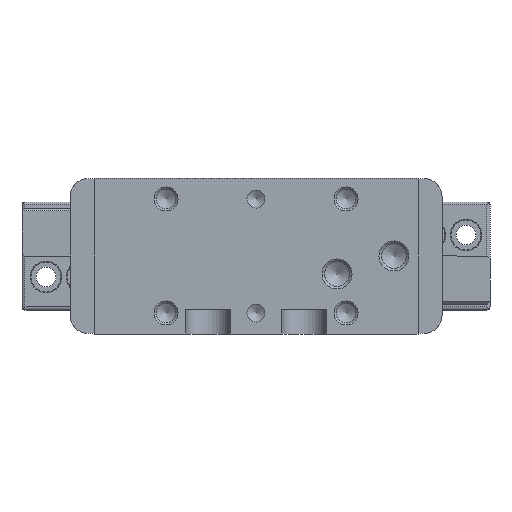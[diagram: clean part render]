
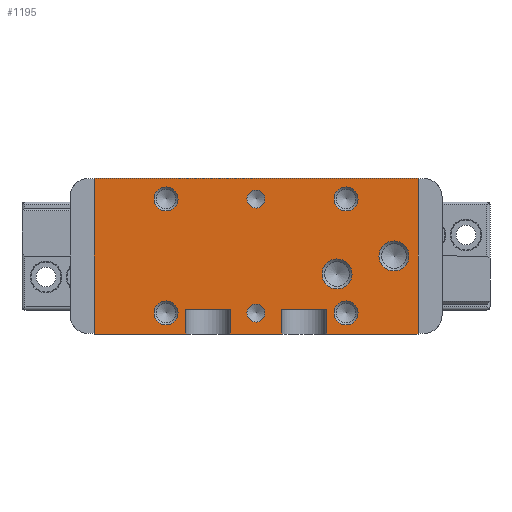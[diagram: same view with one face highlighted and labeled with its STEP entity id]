
A CAD part, front view. The second image highlights one B-rep face of the part: STEP entity #1195.
In plain terms, the highlighted planar face has unit normal (0, -1, 0).
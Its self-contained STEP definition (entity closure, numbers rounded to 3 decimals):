
#1195 = ADVANCED_FACE( '', ( #2428, #2429, #2430, #2431, #2432, #2433, #2434, #2435, #2436 ), #2437, .F. );
#2428 = FACE_BOUND( '', #3713, .T. );
#2429 = FACE_BOUND( '', #3714, .T. );
#2430 = FACE_BOUND( '', #3715, .T. );
#2431 = FACE_BOUND( '', #3716, .T. );
#2432 = FACE_BOUND( '', #3717, .T. );
#2433 = FACE_BOUND( '', #3718, .T. );
#2434 = FACE_BOUND( '', #3719, .T. );
#2435 = FACE_BOUND( '', #3720, .T. );
#2436 = FACE_OUTER_BOUND( '', #3721, .T. );
#2437 = PLANE( '', #3722 );
#3713 = EDGE_LOOP( '', ( #6699 ) );
#3714 = EDGE_LOOP( '', ( #6700 ) );
#3715 = EDGE_LOOP( '', ( #6701 ) );
#3716 = EDGE_LOOP( '', ( #6702 ) );
#3717 = EDGE_LOOP( '', ( #6703 ) );
#3718 = EDGE_LOOP( '', ( #6704 ) );
#3719 = EDGE_LOOP( '', ( #6705 ) );
#3720 = EDGE_LOOP( '', ( #6706 ) );
#3721 = EDGE_LOOP( '', ( #6707, #6708, #6709, #6710, #6711, #6712, #6713, #6714, #6715, #6716, #6717, #6718 ) );
#3722 = AXIS2_PLACEMENT_3D( '', #6719, #6720, #6721 );
#6699 = ORIENTED_EDGE( '', *, *, #8142, .F. );
#6700 = ORIENTED_EDGE( '', *, *, #8245, .F. );
#6701 = ORIENTED_EDGE( '', *, *, #8601, .F. );
#6702 = ORIENTED_EDGE( '', *, *, #7556, .F. );
#6703 = ORIENTED_EDGE( '', *, *, #8602, .F. );
#6704 = ORIENTED_EDGE( '', *, *, #8027, .F. );
#6705 = ORIENTED_EDGE( '', *, *, #7517, .F. );
#6706 = ORIENTED_EDGE( '', *, *, #7746, .F. );
#6707 = ORIENTED_EDGE( '', *, *, #8226, .F. );
#6708 = ORIENTED_EDGE( '', *, *, #7758, .T. );
#6709 = ORIENTED_EDGE( '', *, *, #7874, .T. );
#6710 = ORIENTED_EDGE( '', *, *, #8082, .T. );
#6711 = ORIENTED_EDGE( '', *, *, #8581, .F. );
#6712 = ORIENTED_EDGE( '', *, *, #8537, .F. );
#6713 = ORIENTED_EDGE( '', *, *, #7881, .T. );
#6714 = ORIENTED_EDGE( '', *, *, #8585, .F. );
#6715 = ORIENTED_EDGE( '', *, *, #7603, .F. );
#6716 = ORIENTED_EDGE( '', *, *, #8485, .T. );
#6717 = ORIENTED_EDGE( '', *, *, #7877, .T. );
#6718 = ORIENTED_EDGE( '', *, *, #8571, .F. );
#6719 = CARTESIAN_POINT( '', ( 27., 0., 13. ) );
#6720 = DIRECTION( '', ( 0., 1., 0. ) );
#6721 = DIRECTION( '', ( 0., 0., 1. ) );
#7517 = EDGE_CURVE( '', #8929, #8929, #8930, .T. );
#7556 = EDGE_CURVE( '', #8996, #8996, #8997, .T. );
#7603 = EDGE_CURVE( '', #9078, #9080, #9081, .T. );
#7746 = EDGE_CURVE( '', #9323, #9323, #9324, .T. );
#7758 = EDGE_CURVE( '', #9343, #9341, #9344, .T. );
#7874 = EDGE_CURVE( '', #9341, #9528, #9529, .T. );
#7877 = EDGE_CURVE( '', #9534, #9532, #9535, .T. );
#7881 = EDGE_CURVE( '', #9542, #9540, #9543, .T. );
#8027 = EDGE_CURVE( '', #9761, #9761, #9762, .T. );
#8082 = EDGE_CURVE( '', #9528, #9849, #9851, .T. );
#8142 = EDGE_CURVE( '', #9939, #9939, #9940, .T. );
#8226 = EDGE_CURVE( '', #9343, #10059, #10060, .T. );
#8245 = EDGE_CURVE( '', #10082, #10082, #10083, .T. );
#8485 = EDGE_CURVE( '', #9078, #9534, #10400, .T. );
#8537 = EDGE_CURVE( '', #9542, #10460, #10461, .T. );
#8571 = EDGE_CURVE( '', #10059, #9532, #10502, .T. );
#8581 = EDGE_CURVE( '', #10460, #9849, #10514, .T. );
#8585 = EDGE_CURVE( '', #9080, #9540, #10519, .T. );
#8601 = EDGE_CURVE( '', #10537, #10537, #10538, .T. );
#8602 = EDGE_CURVE( '', #10539, #10539, #10540, .T. );
#8929 = VERTEX_POINT( '', #10953 );
#8930 = CIRCLE( '', #10954, 1.5 );
#8996 = VERTEX_POINT( '', #11042 );
#8997 = CIRCLE( '', #11043, 2. );
#9078 = VERTEX_POINT( '', #11152 );
#9080 = VERTEX_POINT( '', #11155 );
#9081 = LINE( '', #11156, #11157 );
#9323 = VERTEX_POINT( '', #11490 );
#9324 = CIRCLE( '', #11491, 1.5 );
#9341 = VERTEX_POINT( '', #11515 );
#9343 = VERTEX_POINT( '', #11518 );
#9344 = LINE( '', #11519, #11520 );
#9528 = VERTEX_POINT( '', #11778 );
#9529 = LINE( '', #11779, #11780 );
#9532 = VERTEX_POINT( '', #11783 );
#9534 = VERTEX_POINT( '', #11786 );
#9535 = LINE( '', #11787, #11788 );
#9540 = VERTEX_POINT( '', #11794 );
#9542 = VERTEX_POINT( '', #11797 );
#9543 = LINE( '', #11798, #11799 );
#9761 = VERTEX_POINT( '', #12117 );
#9762 = CIRCLE( '', #12118, 2. );
#9849 = VERTEX_POINT( '', #12241 );
#9851 = LINE( '', #12244, #12245 );
#9939 = VERTEX_POINT( '', #12367 );
#9940 = CIRCLE( '', #12368, 2.5 );
#10059 = VERTEX_POINT( '', #12524 );
#10060 = LINE( '', #12525, #12526 );
#10082 = VERTEX_POINT( '', #12555 );
#10083 = CIRCLE( '', #12556, 2.5 );
#10400 = LINE( '', #12993, #12994 );
#10460 = VERTEX_POINT( '', #13082 );
#10461 = LINE( '', #13083, #13084 );
#10502 = LINE( '', #13145, #13146 );
#10514 = LINE( '', #13159, #13160 );
#10519 = LINE( '', #13165, #13166 );
#10537 = VERTEX_POINT( '', #13188 );
#10538 = CIRCLE( '', #13189, 2. );
#10539 = VERTEX_POINT( '', #13190 );
#10540 = CIRCLE( '', #13191, 2. );
#10953 = CARTESIAN_POINT( '', ( 0., 0., -11. ) );
#10954 = AXIS2_PLACEMENT_3D( '', #13479, #13480, #13481 );
#11042 = CARTESIAN_POINT( '', ( -15., 0., -11.5 ) );
#11043 = AXIS2_PLACEMENT_3D( '', #13525, #13526, #13527 );
#11152 = CARTESIAN_POINT( '', ( 4.25, 0., 8.9 ) );
#11155 = CARTESIAN_POINT( '', ( 11.75, 0., 8.9 ) );
#11156 = CARTESIAN_POINT( '', ( 4.25, 0., 8.9 ) );
#11157 = VECTOR( '', #13596, 1000. );
#11490 = CARTESIAN_POINT( '', ( 0., 0., 8. ) );
#11491 = AXIS2_PLACEMENT_3D( '', #13767, #13768, #13769 );
#11515 = CARTESIAN_POINT( '', ( -11.75, 0., 13. ) );
#11518 = CARTESIAN_POINT( '', ( -11.75, 0., 8.9 ) );
#11519 = CARTESIAN_POINT( '', ( -11.75, 0., 8.9 ) );
#11520 = VECTOR( '', #13778, 1000. );
#11778 = CARTESIAN_POINT( '', ( -27., 0., 13. ) );
#11779 = CARTESIAN_POINT( '', ( 27., 0., 13. ) );
#11780 = VECTOR( '', #13924, 1000. );
#11783 = CARTESIAN_POINT( '', ( -4.25, 0., 13. ) );
#11786 = CARTESIAN_POINT( '', ( 4.25, 0., 13. ) );
#11787 = CARTESIAN_POINT( '', ( 27., 0., 13. ) );
#11788 = VECTOR( '', #13929, 1000. );
#11794 = CARTESIAN_POINT( '', ( 11.75, 0., 13. ) );
#11797 = CARTESIAN_POINT( '', ( 27., 0., 13. ) );
#11798 = CARTESIAN_POINT( '', ( 27., 0., 13. ) );
#11799 = VECTOR( '', #13935, 1000. );
#12117 = CARTESIAN_POINT( '', ( -15., 0., 7.5 ) );
#12118 = AXIS2_PLACEMENT_3D( '', #14114, #14115, #14116 );
#12241 = CARTESIAN_POINT( '', ( -27., 0., -13. ) );
#12244 = CARTESIAN_POINT( '', ( -27., 0., 13. ) );
#12245 = VECTOR( '', #14175, 1000. );
#12367 = CARTESIAN_POINT( '', ( -13.5, 0., 0.5 ) );
#12368 = AXIS2_PLACEMENT_3D( '', #14258, #14259, #14260 );
#12524 = CARTESIAN_POINT( '', ( -4.25, 0., 8.9 ) );
#12525 = CARTESIAN_POINT( '', ( -11.75, 0., 8.9 ) );
#12526 = VECTOR( '', #14361, 1000. );
#12555 = CARTESIAN_POINT( '', ( -23., 0., -2.5 ) );
#12556 = AXIS2_PLACEMENT_3D( '', #14378, #14379, #14380 );
#12993 = CARTESIAN_POINT( '', ( 4.25, 0., 8.9 ) );
#12994 = VECTOR( '', #14643, 1000. );
#13082 = CARTESIAN_POINT( '', ( 27., 0., -13. ) );
#13083 = CARTESIAN_POINT( '', ( 27., 0., 13. ) );
#13084 = VECTOR( '', #14699, 1000. );
#13145 = CARTESIAN_POINT( '', ( -4.25, 0., 8.9 ) );
#13146 = VECTOR( '', #14726, 1000. );
#13159 = CARTESIAN_POINT( '', ( 27., 0., -13. ) );
#13160 = VECTOR( '', #14734, 1000. );
#13165 = CARTESIAN_POINT( '', ( 11.75, 0., 8.9 ) );
#13166 = VECTOR( '', #14738, 1000. );
#13188 = CARTESIAN_POINT( '', ( 15., 0., -11.5 ) );
#13189 = AXIS2_PLACEMENT_3D( '', #14752, #14753, #14754 );
#13190 = CARTESIAN_POINT( '', ( 15., 0., 7.5 ) );
#13191 = AXIS2_PLACEMENT_3D( '', #14755, #14756, #14757 );
#13479 = CARTESIAN_POINT( '', ( 0., 0., -9.5 ) );
#13480 = DIRECTION( '', ( 0., -1., 0. ) );
#13481 = DIRECTION( '', ( 0., 0., -1. ) );
#13525 = CARTESIAN_POINT( '', ( -15., 0., -9.5 ) );
#13526 = DIRECTION( '', ( 0., -1., 0. ) );
#13527 = DIRECTION( '', ( 0., 0., -1. ) );
#13596 = DIRECTION( '', ( 1., 0., 0. ) );
#13767 = CARTESIAN_POINT( '', ( 0., 0., 9.5 ) );
#13768 = DIRECTION( '', ( 0., -1., 0. ) );
#13769 = DIRECTION( '', ( 0., 0., -1. ) );
#13778 = DIRECTION( '', ( 0., 0., 1. ) );
#13924 = DIRECTION( '', ( -1., 0., 0. ) );
#13929 = DIRECTION( '', ( -1., 0., 0. ) );
#13935 = DIRECTION( '', ( -1., 0., 0. ) );
#14114 = CARTESIAN_POINT( '', ( -15., 0., 9.5 ) );
#14115 = DIRECTION( '', ( 0., -1., 0. ) );
#14116 = DIRECTION( '', ( 0., 0., -1. ) );
#14175 = DIRECTION( '', ( 0., 0., -1. ) );
#14258 = CARTESIAN_POINT( '', ( -13.5, 0., 3. ) );
#14259 = DIRECTION( '', ( 0., -1., 0. ) );
#14260 = DIRECTION( '', ( 0., 0., -1. ) );
#14361 = DIRECTION( '', ( 1., 0., 0. ) );
#14378 = CARTESIAN_POINT( '', ( -23., 0., 0. ) );
#14379 = DIRECTION( '', ( 0., -1., 0. ) );
#14380 = DIRECTION( '', ( 0., 0., -1. ) );
#14643 = DIRECTION( '', ( 0., 0., 1. ) );
#14699 = DIRECTION( '', ( 0., 0., -1. ) );
#14726 = DIRECTION( '', ( 0., 0., 1. ) );
#14734 = DIRECTION( '', ( -1., 0., 0. ) );
#14738 = DIRECTION( '', ( 0., 0., 1. ) );
#14752 = CARTESIAN_POINT( '', ( 15., 0., -9.5 ) );
#14753 = DIRECTION( '', ( 0., -1., 0. ) );
#14754 = DIRECTION( '', ( 0., 0., -1. ) );
#14755 = CARTESIAN_POINT( '', ( 15., 0., 9.5 ) );
#14756 = DIRECTION( '', ( 0., -1., 0. ) );
#14757 = DIRECTION( '', ( 0., 0., -1. ) );
